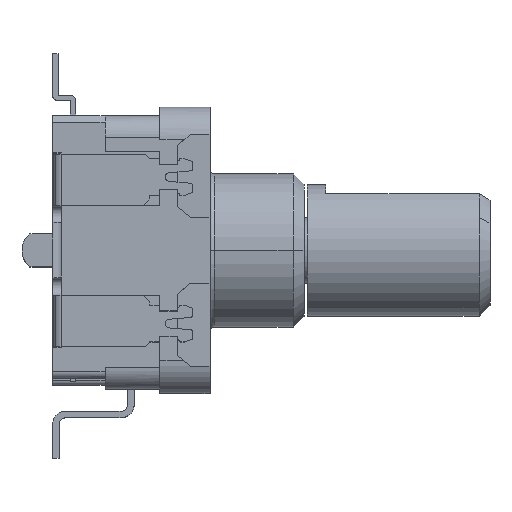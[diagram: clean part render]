
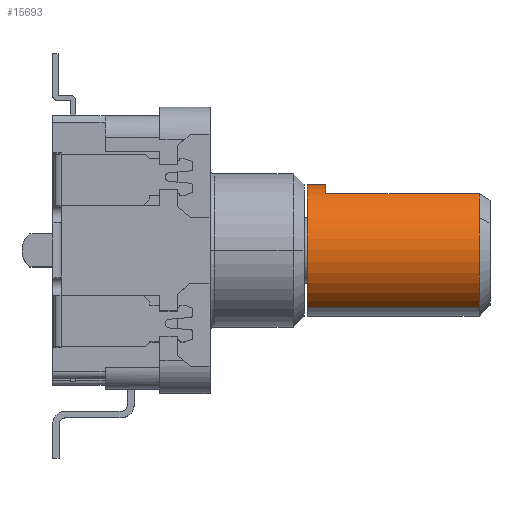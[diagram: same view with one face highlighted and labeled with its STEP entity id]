
A CAD part, top view. The second image highlights one B-rep face of the part: STEP entity #15693.
In plain terms, the highlighted cylindrical face has radius 3 mm (diameter 6 mm), a partial arc.
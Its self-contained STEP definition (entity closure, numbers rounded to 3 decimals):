
#349 = DIRECTION ( 'NONE',  ( 1., 0., 0. ) ) ;
#609 = EDGE_CURVE ( 'NONE', #2450, #2690, #18989, .T. ) ;
#989 = AXIS2_PLACEMENT_3D ( 'NONE', #11257, #13368, #9500 ) ;
#1031 = ORIENTED_EDGE ( 'NONE', *, *, #609, .F. ) ;
#1172 = DIRECTION ( 'NONE',  ( -1., 0., 0. ) ) ;
#1361 = CARTESIAN_POINT ( 'NONE',  ( 15.85, 0., 0. ) ) ;
#2036 = DIRECTION ( 'NONE',  ( 0., 0., -1. ) ) ;
#2247 = VECTOR ( 'NONE', #6961, 1000. ) ;
#2450 = VERTEX_POINT ( 'NONE', #14536 ) ;
#2502 = AXIS2_PLACEMENT_3D ( 'NONE', #20073, #349, #6050 ) ;
#2690 = VERTEX_POINT ( 'NONE', #19044 ) ;
#3506 = CIRCLE ( 'NONE', #10224, 3. ) ;
#3722 = ORIENTED_EDGE ( 'NONE', *, *, #6386, .F. ) ;
#3830 = ORIENTED_EDGE ( 'NONE', *, *, #11824, .F. ) ;
#4306 = FACE_OUTER_BOUND ( 'NONE', #5621, .T. ) ;
#4423 = EDGE_CURVE ( 'NONE', #7107, #7720, #11431, .T. ) ;
#5247 = DIRECTION ( 'NONE',  ( 1., 0., 0. ) ) ;
#5621 = EDGE_LOOP ( 'NONE', ( #7628, #15949, #3830, #22779, #1031, #3722, #7026 ) ) ;
#5844 = AXIS2_PLACEMENT_3D ( 'NONE', #18921, #1172, #19136 ) ;
#5959 = EDGE_CURVE ( 'NONE', #7720, #21278, #6985, .T. ) ;
#6050 = DIRECTION ( 'NONE',  ( 0., 0.866, -0.5 ) ) ;
#6386 = EDGE_CURVE ( 'NONE', #21278, #2450, #18807, .T. ) ;
#6413 = CARTESIAN_POINT ( 'NONE',  ( 8.85, 2.598, -1.5 ) ) ;
#6961 = DIRECTION ( 'NONE',  ( 1., 0., 0. ) ) ;
#6985 = LINE ( 'NONE', #13997, #7027 ) ;
#7026 = ORIENTED_EDGE ( 'NONE', *, *, #5959, .F. ) ;
#7027 = VECTOR ( 'NONE', #13641, 1000. ) ;
#7107 = VERTEX_POINT ( 'NONE', #10823 ) ;
#7628 = ORIENTED_EDGE ( 'NONE', *, *, #4423, .F. ) ;
#7720 = VERTEX_POINT ( 'NONE', #12486 ) ;
#9081 = VECTOR ( 'NONE', #5247, 1000. ) ;
#9500 = DIRECTION ( 'NONE',  ( 0., 0.5, 0.866 ) ) ;
#9886 = DIRECTION ( 'NONE',  ( 0., 0.5, 0.866 ) ) ;
#10224 = AXIS2_PLACEMENT_3D ( 'NONE', #1361, #22255, #9886 ) ;
#10265 = VERTEX_POINT ( 'NONE', #16805 ) ;
#10590 = AXIS2_PLACEMENT_3D ( 'NONE', #12569, #16067, #2036 ) ;
#10736 = CARTESIAN_POINT ( 'NONE',  ( 8.675, -2.598, 1.5 ) ) ;
#10823 = CARTESIAN_POINT ( 'NONE',  ( 8., -2.598, 1.5 ) ) ;
#11257 = CARTESIAN_POINT ( 'NONE',  ( 15.85, 0., 0. ) ) ;
#11431 = CIRCLE ( 'NONE', #5844, 3. ) ;
#11442 = CIRCLE ( 'NONE', #989, 3. ) ;
#11655 = EDGE_CURVE ( 'NONE', #7107, #10265, #19249, .T. ) ;
#11749 = CARTESIAN_POINT ( 'NONE',  ( 8.85, 2.598, 1.5 ) ) ;
#11824 = EDGE_CURVE ( 'NONE', #13549, #10265, #3506, .T. ) ;
#12486 = CARTESIAN_POINT ( 'NONE',  ( 8., 2.598, -1.5 ) ) ;
#12569 = CARTESIAN_POINT ( 'NONE',  ( 8.85, 0., 0. ) ) ;
#13368 = DIRECTION ( 'NONE',  ( 1., 0., 0. ) ) ;
#13549 = VERTEX_POINT ( 'NONE', #18025 ) ;
#13641 = DIRECTION ( 'NONE',  ( 1., 0., 0. ) ) ;
#13997 = CARTESIAN_POINT ( 'NONE',  ( 8.675, 2.598, -1.5 ) ) ;
#14536 = CARTESIAN_POINT ( 'NONE',  ( 8.85, 2.598, 1.5 ) ) ;
#14843 = EDGE_CURVE ( 'NONE', #2690, #13549, #11442, .T. ) ;
#15693 = ADVANCED_FACE ( 'NONE', ( #4306 ), #18564, .T. ) ;
#15949 = ORIENTED_EDGE ( 'NONE', *, *, #11655, .T. ) ;
#16067 = DIRECTION ( 'NONE',  ( 1., 0., 0. ) ) ;
#16805 = CARTESIAN_POINT ( 'NONE',  ( 15.85, -2.598, 1.5 ) ) ;
#18025 = CARTESIAN_POINT ( 'NONE',  ( 15.85, 1.5, 2.598 ) ) ;
#18564 = CYLINDRICAL_SURFACE ( 'NONE', #2502, 3. ) ;
#18807 = CIRCLE ( 'NONE', #10590, 3. ) ;
#18921 = CARTESIAN_POINT ( 'NONE',  ( 8., 0., 0. ) ) ;
#18989 = LINE ( 'NONE', #11749, #2247 ) ;
#19044 = CARTESIAN_POINT ( 'NONE',  ( 15.85, 2.598, 1.5 ) ) ;
#19136 = DIRECTION ( 'NONE',  ( 0., 0.866, -0.5 ) ) ;
#19249 = LINE ( 'NONE', #10736, #9081 ) ;
#20073 = CARTESIAN_POINT ( 'NONE',  ( 8.675, 0., 0. ) ) ;
#21278 = VERTEX_POINT ( 'NONE', #6413 ) ;
#22255 = DIRECTION ( 'NONE',  ( 1., 0., 0. ) ) ;
#22779 = ORIENTED_EDGE ( 'NONE', *, *, #14843, .F. ) ;
